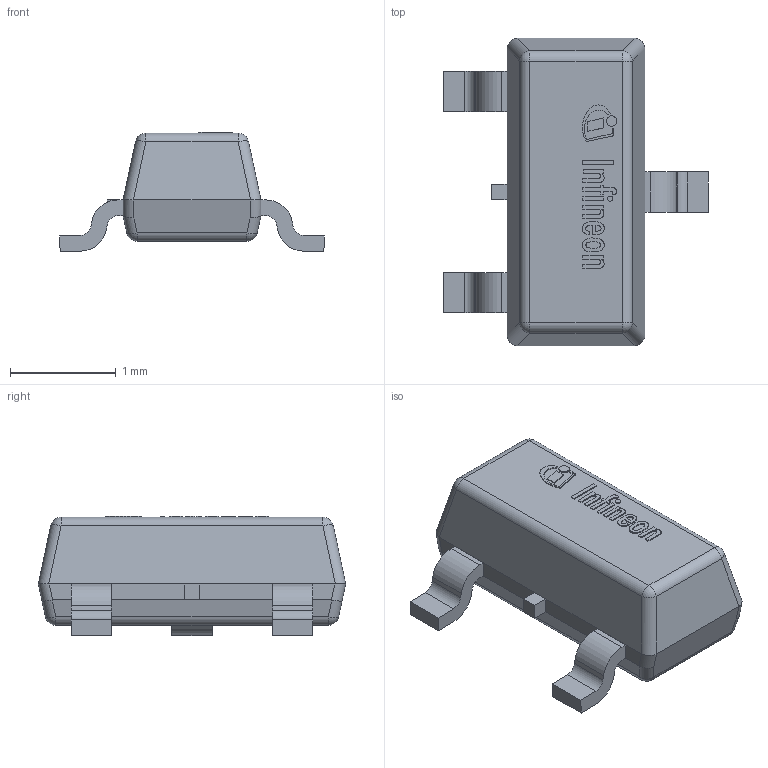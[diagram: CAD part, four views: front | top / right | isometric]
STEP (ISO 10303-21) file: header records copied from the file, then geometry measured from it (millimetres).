
FILE_DESCRIPTION(/* description */ (''),/* implementation_level */ '2;1');
FILE_NAME(/* name */ 'PG-SOT23-3-7_Z8B00239063_V02_3D.stp',/* time_stamp */ '2023-03-27T15:06:26+06:00',/* author */ ('subramani'),/* organization */ (''),/* preprocessor_version */ 'ST-DEVELOPER v16.13',/* originating_system */ 'AutoCAD Mechanical',/* authorisation */ '');
FILE_SCHEMA (('AUTOMOTIVE_DESIGN { 1 0 10303 214 3 1 1 }'));
Length unit declared in the file: millimetre
Products named in the file (1): Product
Bounding box: 2.5 x 2.9 x 1.13 mm (x, y, z)
Volume: 3.5 mm3; surface area: 17.1 mm2
Topology: 17 solids, 17 shells, 198 faces, 468 edges, 304 vertices
Faces by surface type: plane 137, cylinder 35, bspline 18, sphere 8
Full cylindrical faces by diameter (mm): 0.049 x1, 0.099 x1
Entity records: 6034 total; most frequent: CARTESIAN_POINT 1505, ORIENTED_EDGE 932, DIRECTION 858, EDGE_CURVE 466, LINE 356, VECTOR 356, VERTEX_POINT 304, AXIS2_PLACEMENT_3D 251
